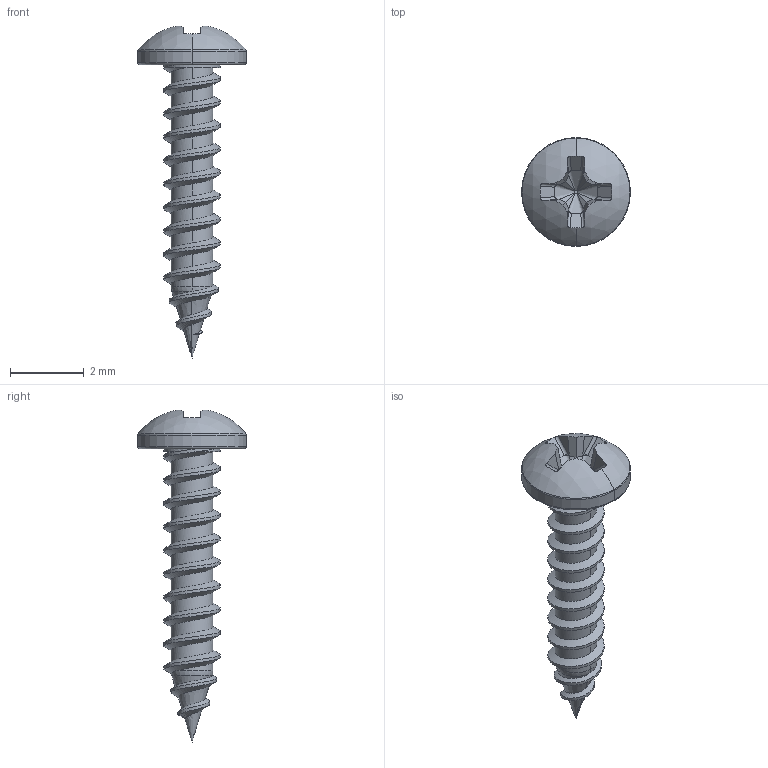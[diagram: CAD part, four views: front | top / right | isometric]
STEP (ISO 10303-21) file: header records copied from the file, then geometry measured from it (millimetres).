
FILE_DESCRIPTION (( 'STEP AP203' ), '1' );
FILE_NAME ('92470A024_Phillips Rounded Head Screws for Sheet Metal.STEP', '2023-02-06T16:19:34', ( 'Administrator' ), ( 'Managed by Terraform' ), 'SwSTEP 2.0', 'SolidWorks 2017', '' );
FILE_SCHEMA (( 'CONFIG_CONTROL_DESIGN' ));
Length unit declared in the file: inch
Products named in the file (1): 92470A024_Phillips Rounded Head Screws for Sheet Metal
Bounding box: 2.95 x 2.95 x 8.99 mm (x, y, z)
Volume: 12.8 mm3; surface area: 57.6 mm2
Topology: 2 solids, 2 shells, 95 faces, 256 edges, 164 vertices
Faces by surface type: cylinder 33, plane 24, bspline 21, cone 8, torus 7, sphere 2
Entity records: 5536 total; most frequent: CARTESIAN_POINT 3353, ORIENTED_EDGE 508, DIRECTION 360, EDGE_CURVE 254, VERTEX_POINT 164, AXIS2_PLACEMENT_3D 139, EDGE_LOOP 96, ADVANCED_FACE 95
